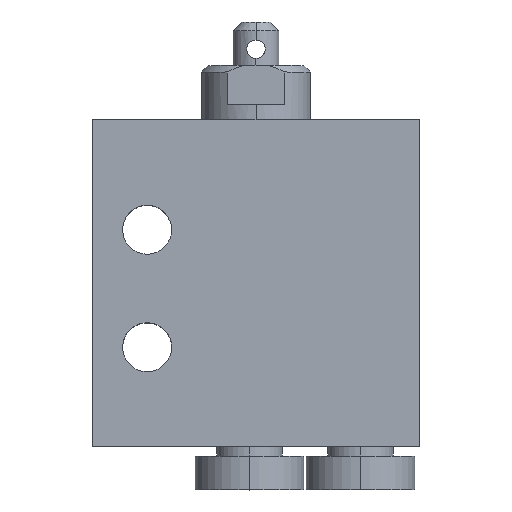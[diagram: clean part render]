
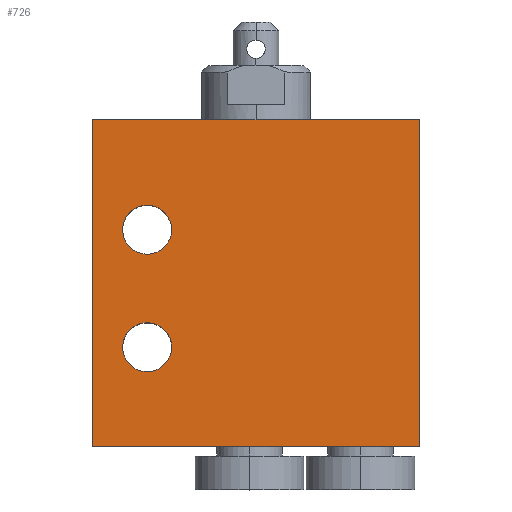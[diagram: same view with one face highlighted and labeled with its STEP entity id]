
A CAD part, top view. The second image highlights one B-rep face of the part: STEP entity #726.
In plain terms, the highlighted planar face has unit normal (0, 0, 1).
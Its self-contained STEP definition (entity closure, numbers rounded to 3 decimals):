
#394=CARTESIAN_POINT('',(-15.,-30.,7.5));
#395=VERTEX_POINT('',#394);
#402=CARTESIAN_POINT('',(-15.,0.,7.5));
#403=VERTEX_POINT('',#402);
#404=CARTESIAN_POINT('',(-15.,0.,7.5));
#405=DIRECTION('',(0.,-1.,0.));
#406=VECTOR('',#405,30.);
#407=LINE('',#404,#406);
#408=EDGE_CURVE('',#403,#395,#407,.T.);
#472=CARTESIAN_POINT('',(15.,-30.,7.5));
#473=VERTEX_POINT('',#472);
#480=CARTESIAN_POINT('',(-15.,-30.,7.5));
#481=DIRECTION('',(1.,0.,-0.));
#482=VECTOR('',#481,30.);
#483=LINE('',#480,#482);
#484=EDGE_CURVE('',#395,#473,#483,.T.);
#503=CARTESIAN_POINT('',(15.,0.,7.5));
#504=VERTEX_POINT('',#503);
#511=CARTESIAN_POINT('',(15.,-30.,7.5));
#512=DIRECTION('',(0.,1.,0.));
#513=VECTOR('',#512,30.);
#514=LINE('',#511,#513);
#515=EDGE_CURVE('',#473,#504,#514,.T.);
#528=CARTESIAN_POINT('',(-7.75,-10.1,7.5));
#529=VERTEX_POINT('',#528);
#545=CARTESIAN_POINT('',(-12.25,-10.1,7.5));
#546=VERTEX_POINT('',#545);
#553=CARTESIAN_POINT('',(-10.,-10.1,7.5));
#554=DIRECTION('',(0.,0.,1.));
#555=DIRECTION('',(1.,0.,-0.));
#556=AXIS2_PLACEMENT_3D('',#553,#554,#555);
#557=CIRCLE('',#556,2.25);
#558=EDGE_CURVE('',#546,#529,#557,.T.);
#570=CARTESIAN_POINT('',(-7.75,-20.9,7.5));
#571=VERTEX_POINT('',#570);
#587=CARTESIAN_POINT('',(-12.25,-20.9,7.5));
#588=VERTEX_POINT('',#587);
#595=CARTESIAN_POINT('',(-10.,-20.9,7.5));
#596=DIRECTION('',(0.,0.,1.));
#597=DIRECTION('',(1.,0.,-0.));
#598=AXIS2_PLACEMENT_3D('',#595,#596,#597);
#599=CIRCLE('',#598,2.25);
#600=EDGE_CURVE('',#588,#571,#599,.T.);
#685=CARTESIAN_POINT('',(15.,0.,7.5));
#686=DIRECTION('',(-1.,0.,0.));
#687=VECTOR('',#686,30.);
#688=LINE('',#685,#687);
#689=EDGE_CURVE('',#504,#403,#688,.T.);
#695=CARTESIAN_POINT('',(0.,0.,7.5));
#696=DIRECTION('',(0.,0.,1.));
#697=DIRECTION('',(1.,0.,0.));
#698=AXIS2_PLACEMENT_3D('',#695,#696,#697);
#699=PLANE('',#698);
#700=ORIENTED_EDGE('',*,*,#600,.F.);
#701=CARTESIAN_POINT('',(-10.,-20.9,7.5));
#702=DIRECTION('',(0.,0.,1.));
#703=DIRECTION('',(1.,0.,-0.));
#704=AXIS2_PLACEMENT_3D('',#701,#702,#703);
#705=CIRCLE('',#704,2.25);
#706=EDGE_CURVE('',#571,#588,#705,.T.);
#707=ORIENTED_EDGE('',*,*,#706,.F.);
#708=EDGE_LOOP('',(#700,#707));
#709=FACE_BOUND('',#708,.T.);
#710=ORIENTED_EDGE('',*,*,#558,.F.);
#711=CARTESIAN_POINT('',(-10.,-10.1,7.5));
#712=DIRECTION('',(0.,0.,1.));
#713=DIRECTION('',(1.,0.,-0.));
#714=AXIS2_PLACEMENT_3D('',#711,#712,#713);
#715=CIRCLE('',#714,2.25);
#716=EDGE_CURVE('',#529,#546,#715,.T.);
#717=ORIENTED_EDGE('',*,*,#716,.F.);
#718=EDGE_LOOP('',(#710,#717));
#719=FACE_BOUND('',#718,.T.);
#720=ORIENTED_EDGE('',*,*,#408,.T.);
#721=ORIENTED_EDGE('',*,*,#484,.T.);
#722=ORIENTED_EDGE('',*,*,#515,.T.);
#723=ORIENTED_EDGE('',*,*,#689,.T.);
#724=EDGE_LOOP('',(#720,#721,#722,#723));
#725=FACE_BOUND('',#724,.T.);
#726=ADVANCED_FACE('',(#709,#719,#725),#699,.T.);
